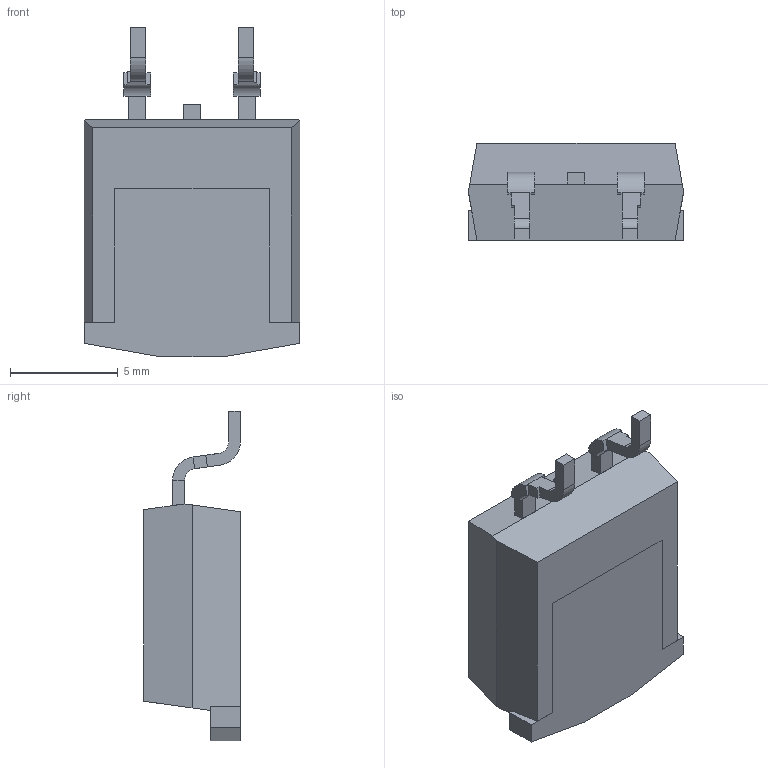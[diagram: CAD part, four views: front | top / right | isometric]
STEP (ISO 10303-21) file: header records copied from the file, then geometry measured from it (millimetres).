
FILE_DESCRIPTION (( 'STEP AP214' ), '1' );
FILE_NAME ('PSMN4R8-100BSE.STEP', '2021-06-17T00:02:54', ( '' ), ( '' ), 'SwSTEP 2.0', 'SolidWorks 2017', '' );
FILE_SCHEMA (( 'AUTOMOTIVE_DESIGN' ));
Length unit declared in the file: millimetre
Products named in the file (1): PSMN4R8-100BSE
Bounding box: 10 x 4.5 x 15.3 mm (x, y, z)
Volume: 424.3 mm3; surface area: 561 mm2
Topology: 5 solids, 5 shells, 81 faces, 197 edges, 126 vertices
Faces by surface type: plane 73, cylinder 8
Entity records: 2389 total; most frequent: CARTESIAN_POINT 405, ORIENTED_EDGE 394, DIRECTION 377, EDGE_CURVE 197, VECTOR 181, LINE 181, VERTEX_POINT 126, AXIS2_PLACEMENT_3D 98
